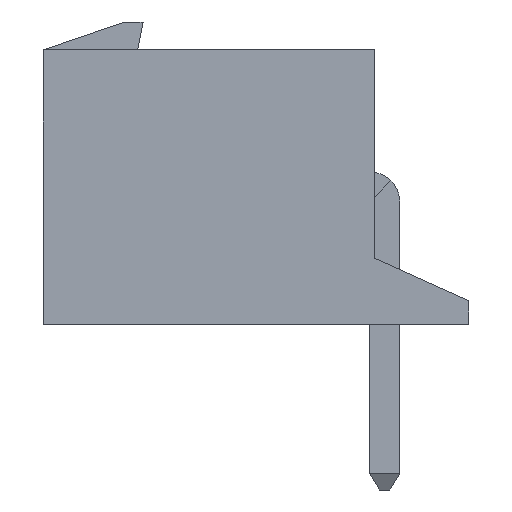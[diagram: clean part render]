
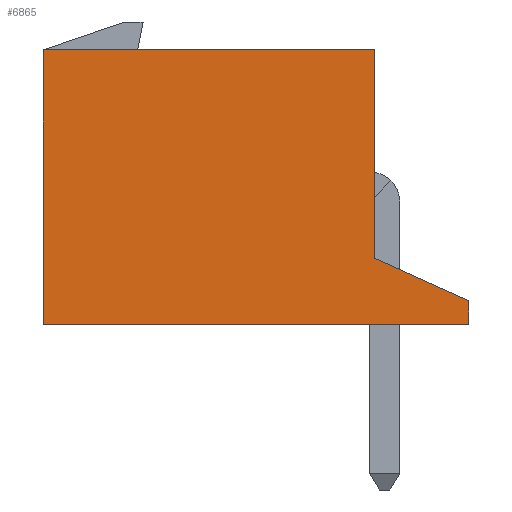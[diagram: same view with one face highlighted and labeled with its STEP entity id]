
A CAD part, left-side view. The second image highlights one B-rep face of the part: STEP entity #6865.
In plain terms, the highlighted planar face has unit normal (-1, 0, 0).
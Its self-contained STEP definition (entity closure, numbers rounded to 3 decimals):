
#34 = CARTESIAN_POINT ( 'NONE',  ( -7.45, -2., -2.9 ) ) ;
#296 = EDGE_CURVE ( 'NONE', #6803, #4481, #4987, .T. ) ;
#300 = FACE_OUTER_BOUND ( 'NONE', #1528, .T. ) ;
#315 = VECTOR ( 'NONE', #5530, 1000. ) ;
#639 = ORIENTED_EDGE ( 'NONE', *, *, #789, .T. ) ;
#693 = VECTOR ( 'NONE', #1250, 1000. ) ;
#789 = EDGE_CURVE ( 'NONE', #4481, #2978, #2665, .T. ) ;
#892 = AXIS2_PLACEMENT_3D ( 'NONE', #2478, #7880, #4758 ) ;
#942 = VECTOR ( 'NONE', #8160, 1000. ) ;
#1036 = CARTESIAN_POINT ( 'NONE',  ( -7.45, 7., -2.9 ) ) ;
#1250 = DIRECTION ( 'NONE',  ( 0., 1., 0. ) ) ;
#1364 = VERTEX_POINT ( 'NONE', #6861 ) ;
#1528 = EDGE_LOOP ( 'NONE', ( #2258, #3779, #639, #4083, #6930, #6086 ) ) ;
#1773 = EDGE_CURVE ( 'NONE', #1791, #2978, #5865, .T. ) ;
#1791 = VERTEX_POINT ( 'NONE', #1036 ) ;
#2133 = CARTESIAN_POINT ( 'NONE',  ( -7.45, 7., 2.9 ) ) ;
#2258 = ORIENTED_EDGE ( 'NONE', *, *, #6067, .T. ) ;
#2473 = DIRECTION ( 'NONE',  ( 0., 0., 1. ) ) ;
#2478 = CARTESIAN_POINT ( 'NONE',  ( -7.45, 0., -2.9 ) ) ;
#2496 = LINE ( 'NONE', #7461, #693 ) ;
#2577 = CARTESIAN_POINT ( 'NONE',  ( -7.45, -2., -2.4 ) ) ;
#2630 = EDGE_CURVE ( 'NONE', #2991, #1791, #2496, .T. ) ;
#2665 = LINE ( 'NONE', #6011, #942 ) ;
#2812 = VECTOR ( 'NONE', #4860, 1000. ) ;
#2978 = VERTEX_POINT ( 'NONE', #2133 ) ;
#2991 = VERTEX_POINT ( 'NONE', #6328 ) ;
#3309 = DIRECTION ( 'NONE',  ( 0., 0.912, 0.41 ) ) ;
#3779 = ORIENTED_EDGE ( 'NONE', *, *, #296, .T. ) ;
#4051 = VECTOR ( 'NONE', #3309, 1000. ) ;
#4083 = ORIENTED_EDGE ( 'NONE', *, *, #1773, .F. ) ;
#4351 = CARTESIAN_POINT ( 'NONE',  ( -7.45, 0., -1.5 ) ) ;
#4364 = CARTESIAN_POINT ( 'NONE',  ( -7.45, 7., 0. ) ) ;
#4481 = VERTEX_POINT ( 'NONE', #8358 ) ;
#4758 = DIRECTION ( 'NONE',  ( 0., 0., 1. ) ) ;
#4860 = DIRECTION ( 'NONE',  ( 0., 0., 1. ) ) ;
#4987 = LINE ( 'NONE', #8323, #2812 ) ;
#5301 = EDGE_CURVE ( 'NONE', #2991, #1364, #6869, .T. ) ;
#5530 = DIRECTION ( 'NONE',  ( 0., 0., 1. ) ) ;
#5865 = LINE ( 'NONE', #4364, #7129 ) ;
#6011 = CARTESIAN_POINT ( 'NONE',  ( -7.45, 0., 2.9 ) ) ;
#6067 = EDGE_CURVE ( 'NONE', #1364, #6803, #8749, .T. ) ;
#6086 = ORIENTED_EDGE ( 'NONE', *, *, #5301, .T. ) ;
#6328 = CARTESIAN_POINT ( 'NONE',  ( -7.45, -2., -2.9 ) ) ;
#6803 = VERTEX_POINT ( 'NONE', #4351 ) ;
#6861 = CARTESIAN_POINT ( 'NONE',  ( -7.45, -2., -2.4 ) ) ;
#6865 = ADVANCED_FACE ( 'NONE', ( #300 ), #7975, .T. ) ;
#6869 = LINE ( 'NONE', #34, #315 ) ;
#6930 = ORIENTED_EDGE ( 'NONE', *, *, #2630, .F. ) ;
#7129 = VECTOR ( 'NONE', #2473, 1000. ) ;
#7461 = CARTESIAN_POINT ( 'NONE',  ( -7.45, 0., -2.9 ) ) ;
#7880 = DIRECTION ( 'NONE',  ( -1., 0., 0. ) ) ;
#7975 = PLANE ( 'NONE',  #892 ) ;
#8160 = DIRECTION ( 'NONE',  ( 0., 1., 0. ) ) ;
#8323 = CARTESIAN_POINT ( 'NONE',  ( -7.45, 0., -2.9 ) ) ;
#8358 = CARTESIAN_POINT ( 'NONE',  ( -7.45, 0., 2.9 ) ) ;
#8749 = LINE ( 'NONE', #2577, #4051 ) ;
